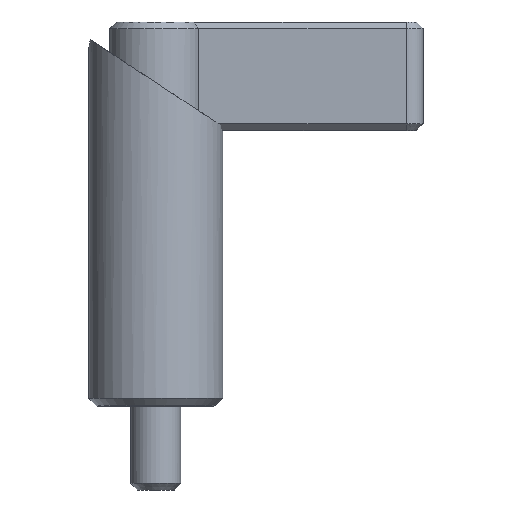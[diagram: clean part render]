
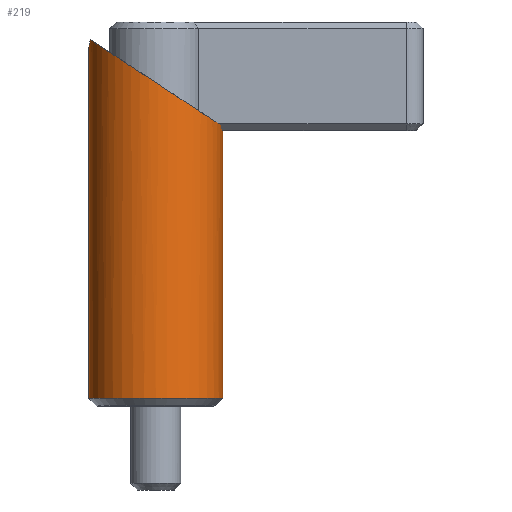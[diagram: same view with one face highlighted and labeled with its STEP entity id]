
A CAD part, front view. The second image highlights one B-rep face of the part: STEP entity #219.
In plain terms, the highlighted cylindrical face has radius 8 mm (diameter 16 mm), a partial arc.
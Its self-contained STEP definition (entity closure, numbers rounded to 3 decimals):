
#185=VERTEX_POINT('',#508);
#201=VERTEX_POINT('',#527);
#219=ADVANCED_FACE('',(#547),#548,.T.);
#291=EDGE_CURVE('',#185,#359,#628,.T.);
#305=EDGE_CURVE('',#355,#201,#642,.T.);
#321=EDGE_CURVE('',#355,#359,#661,.T.);
#323=EDGE_CURVE('',#421,#201,#663,.T.);
#355=VERTEX_POINT('',#698);
#359=VERTEX_POINT('',#702);
#421=VERTEX_POINT('',#771);
#461=EDGE_CURVE('',#185,#421,#817,.T.);
#508=CARTESIAN_POINT('',(8.0,0.,33.5));
#527=CARTESIAN_POINT('',(-8.,0.,42.888));
#547=FACE_OUTER_BOUND('',#908,.T.);
#548=CYLINDRICAL_SURFACE('',#909,8.0);
#628=LINE('',#1020,#1021);
#642=LINE('',#1038,#1039);
#661=CIRCLE('',#1076,8.0);
#663=B_SPLINE_CURVE_WITH_KNOTS('',3,(#1079,#1080,#1081,#1082,#1083,#1084,#1085,#1086,#1087,#1088,#1089,#1090,#1091,#1092),.UNSPECIFIED.,.F.,.F.,(4,2,2,2,2,2,4),(0.768,1.009,1.346,1.682,2.019,2.355,2.692),.UNSPECIFIED.);
#698=CARTESIAN_POINT('',(-8.0,0.,1.));
#702=CARTESIAN_POINT('',(8.0,0.,1.));
#771=CARTESIAN_POINT('',(-7.838,-1.603,43.894));
#817=ELLIPSE('',#1294,9.569,8.0);
#908=EDGE_LOOP('',(#1382,#1383,#1384,#1385,#1386));
#909=AXIS2_PLACEMENT_3D('',#1387,#1388,#1389);
#1020=CARTESIAN_POINT('',(8.0,0.,22.5));
#1021=VECTOR('',#1483,1.0);
#1038=CARTESIAN_POINT('',(-8.0,0.,22.5));
#1039=VECTOR('',#1490,1.0);
#1076=AXIS2_PLACEMENT_3D('',#1518,#1519,#1520);
#1079=CARTESIAN_POINT('',(-7.838,-1.603,43.894));
#1080=CARTESIAN_POINT('',(-7.845,-1.566,43.817));
#1081=CARTESIAN_POINT('',(-7.854,-1.524,43.743));
#1082=CARTESIAN_POINT('',(-7.875,-1.411,43.577));
#1083=CARTESIAN_POINT('',(-7.888,-1.337,43.488));
#1084=CARTESIAN_POINT('',(-7.913,-1.18,43.33));
#1085=CARTESIAN_POINT('',(-7.926,-1.091,43.256));
#1086=CARTESIAN_POINT('',(-7.95,-0.897,43.125));
#1087=CARTESIAN_POINT('',(-7.961,-0.792,43.069));
#1088=CARTESIAN_POINT('',(-7.98,-0.573,42.978));
#1089=CARTESIAN_POINT('',(-7.988,-0.458,42.944));
#1090=CARTESIAN_POINT('',(-7.998,-0.228,42.898));
#1091=CARTESIAN_POINT('',(-8.,-0.112,42.888));
#1092=CARTESIAN_POINT('',(-8.,0.,42.888));
#1294=AXIS2_PLACEMENT_3D('',#1703,#1704,#1705);
#1382=ORIENTED_EDGE('',*,*,#305,.F.);
#1383=ORIENTED_EDGE('',*,*,#321,.T.);
#1384=ORIENTED_EDGE('',*,*,#291,.F.);
#1385=ORIENTED_EDGE('',*,*,#461,.T.);
#1386=ORIENTED_EDGE('',*,*,#323,.T.);
#1387=CARTESIAN_POINT('',(0.,0.,22.5));
#1388=DIRECTION('',(0.,0.,-1.0));
#1389=DIRECTION('',(-1.0,0.,0.));
#1483=DIRECTION('',(0.,0.,-1.0));
#1490=DIRECTION('',(0.,0.,1.0));
#1518=CARTESIAN_POINT('',(0.,0.,1.));
#1519=DIRECTION('',(0.,0.,1.0));
#1520=DIRECTION('',(-1.0,0.,0.));
#1703=CARTESIAN_POINT('',(0.,0.,38.75));
#1704=DIRECTION('',(-0.549,0.,-0.836));
#1705=DIRECTION('',(-0.836,0.,0.549));
